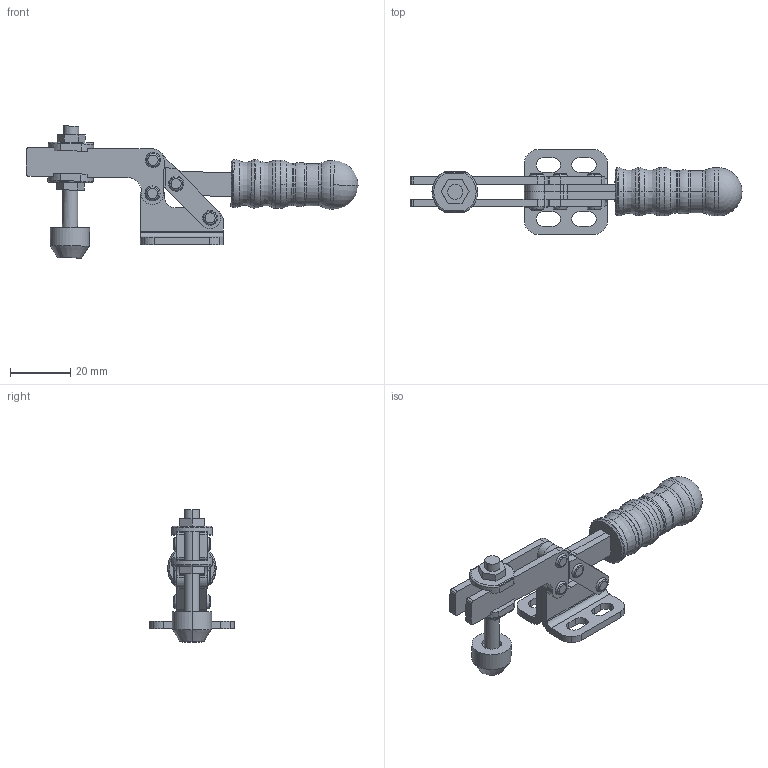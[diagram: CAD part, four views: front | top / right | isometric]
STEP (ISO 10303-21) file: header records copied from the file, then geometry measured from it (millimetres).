
FILE_DESCRIPTION (( 'STEP AP203' ), '1' );
FILE_NAME ('H100-2B.STEP', '2018-01-15T10:26:21', ( '' ), ( '' ), 'SwSTEP 2.0', 'SolidWorks 2018', '' );
FILE_SCHEMA (( 'CONFIG_CONTROL_DESIGN' ));
Length unit declared in the file: millimetre
Products named in the file (3): H100-2B; H100-2B CAD; 007-30-4
Assembly tree (2 placements, depth 2):
  H100-2B
    H100-2B CAD
    007-30-4
Bounding box: 110 x 28.12 x 43.78 mm (x, y, z)
Volume: 17625.1 mm3; surface area: 16223.7 mm2
Topology: 19 solids, 19 shells, 367 faces, 921 edges, 602 vertices
Faces by surface type: cylinder 160, plane 131, torus 44, cone 20, bspline 10, sphere 2
Entity records: 19925 total; most frequent: CARTESIAN_POINT 10397, DIRECTION 2076, ORIENTED_EDGE 1838, EDGE_CURVE 919, AXIS2_PLACEMENT_3D 829, VERTEX_POINT 602, CIRCLE 467, EDGE_LOOP 431
